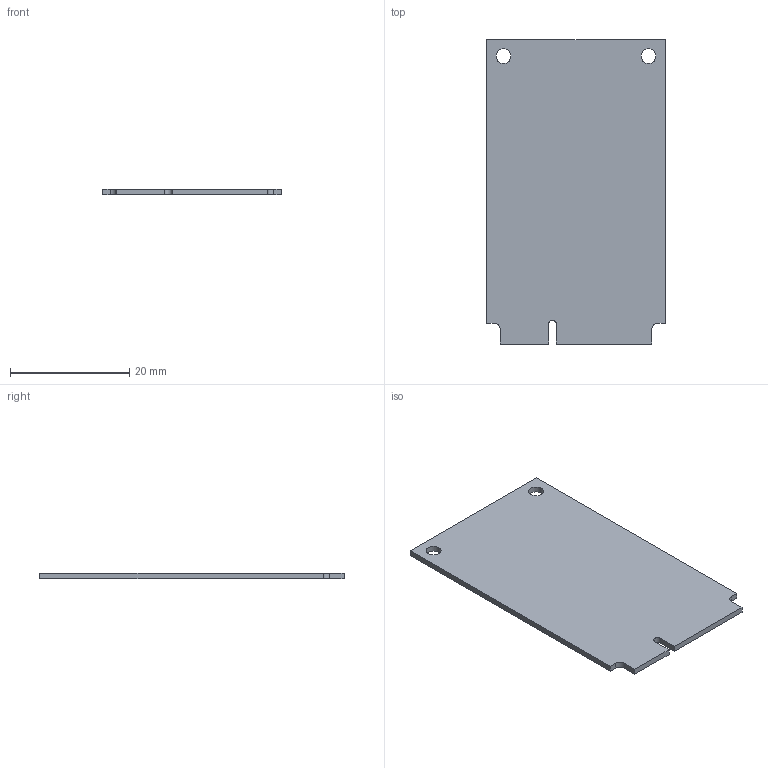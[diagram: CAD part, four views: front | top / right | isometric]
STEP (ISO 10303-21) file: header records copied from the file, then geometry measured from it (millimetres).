
FILE_DESCRIPTION(('FreeCAD Model'),'2;1');
FILE_NAME('mpcie_card.step', '2019-05-04T14:54:10',('Author'),(''), 'Open CASCADE STEP processor 7.2','FreeCAD','Unknown');
FILE_SCHEMA(('AUTOMOTIVE_DESIGN { 1 0 10303 214 1 1 1 1 }'));
Length unit declared in the file: millimetre
Products named in the file (2): Part; pcb
Assembly tree (1 placements, depth 2):
  Part
    pcb
Bounding box: 30 x 51 x 1 mm (x, y, z)
Volume: 1499.5 mm3; surface area: 3183.3 mm2
Topology: 1 solids, 1 shells, 18 faces, 48 edges, 32 vertices
Faces by surface type: plane 13, cylinder 5
Full cylindrical faces by diameter (mm): 2.5 x2
Entity records: 1263 total; most frequent: CARTESIAN_POINT 256, DIRECTION 184, LINE 124, VECTOR 124, ORIENTED_EDGE 96, PCURVE 96, DEFINITIONAL_REPRESENTATION 96, EDGE_CURVE 48
